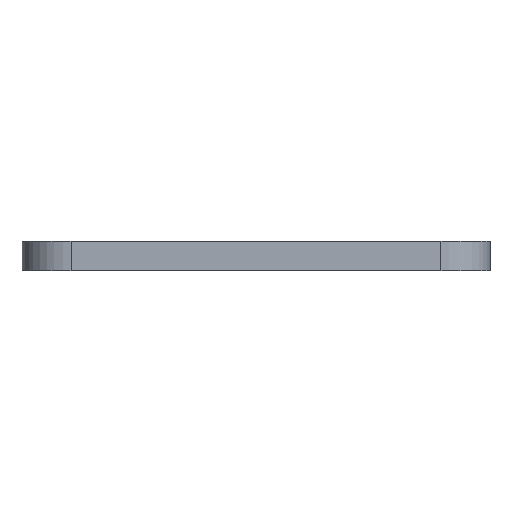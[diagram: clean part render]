
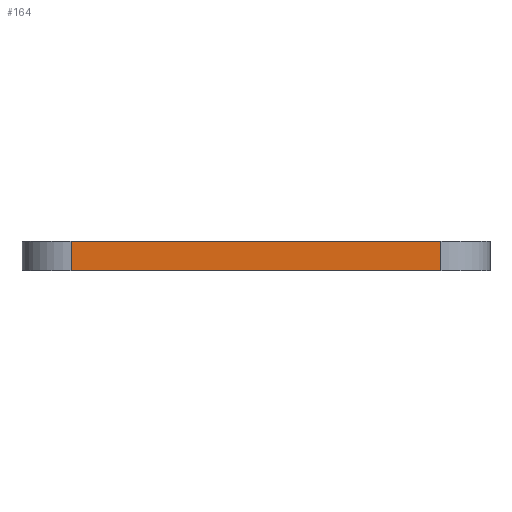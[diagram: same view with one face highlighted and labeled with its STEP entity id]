
A CAD part, left-side view. The second image highlights one B-rep face of the part: STEP entity #164.
In plain terms, the highlighted planar face has unit normal (-1, 0, 0).
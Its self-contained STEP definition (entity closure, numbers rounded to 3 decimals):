
#152=PLANE('',#790);
#164=ADVANCED_FACE('',(#233),#152,.T.);
#233=FACE_OUTER_BOUND('',#243,.T.);
#243=EDGE_LOOP('',(#448,#449,#450,#451));
#448=ORIENTED_EDGE('',*,*,#664,.T.);
#449=ORIENTED_EDGE('',*,*,#676,.F.);
#450=ORIENTED_EDGE('',*,*,#662,.F.);
#451=ORIENTED_EDGE('',*,*,#677,.T.);
#590=VERTEX_POINT('',#1125);
#591=VERTEX_POINT('',#1127);
#592=VERTEX_POINT('',#1131);
#593=VERTEX_POINT('',#1132);
#662=EDGE_CURVE('',#590,#591,#737,.T.);
#664=EDGE_CURVE('',#592,#593,#738,.T.);
#676=EDGE_CURVE('',#591,#593,#748,.T.);
#677=EDGE_CURVE('',#590,#592,#749,.T.);
#737=LINE('',#1126,#757);
#738=LINE('',#1130,#758);
#748=LINE('',#1151,#768);
#749=LINE('',#1152,#769);
#757=VECTOR('',#900,1.);
#758=VECTOR('',#905,1.);
#768=VECTOR('',#929,1.);
#769=VECTOR('',#930,1.);
#790=AXIS2_PLACEMENT_3D('',#1153,#931,#932);
#900=DIRECTION('',(0.,0.,1.));
#905=DIRECTION('',(0.,0.,1.));
#929=DIRECTION('',(0.,-1.,0.));
#930=DIRECTION('',(0.,-1.,0.));
#931=DIRECTION('',(-1.,0.,0.));
#932=DIRECTION('',(0.,0.,1.));
#1125=CARTESIAN_POINT('',(-209.,108.,-61.75));
#1126=CARTESIAN_POINT('',(-209.,108.,-78.002));
#1127=CARTESIAN_POINT('',(-209.,108.,-46.002));
#1130=CARTESIAN_POINT('',(-209.,-88.,-78.002));
#1131=CARTESIAN_POINT('',(-209.,-88.,-61.75));
#1132=CARTESIAN_POINT('',(-209.,-88.,-46.002));
#1151=CARTESIAN_POINT('',(-209.,108.,-46.002));
#1152=CARTESIAN_POINT('',(-209.,108.,-61.75));
#1153=CARTESIAN_POINT('',(-209.,108.,-78.002));
